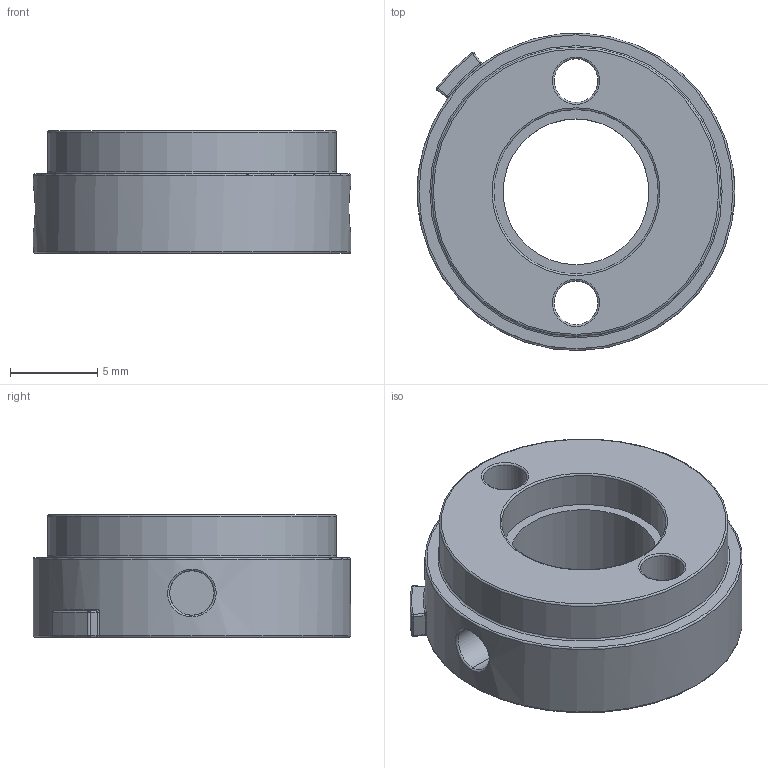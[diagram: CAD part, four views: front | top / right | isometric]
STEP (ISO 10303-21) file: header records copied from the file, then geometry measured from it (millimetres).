
FILE_DESCRIPTION(/* description */ ('STEP AP214'),/* implementation_level */ '2;1');
FILE_NAME(/* name */ '5ff8b926d2e97c153cfc0516',/* time_stamp */ '2021-01-08T19:57:50+00:00',/* author */ (''),/* organization */ (''),/* preprocessor_version */ 'ST-DEVELOPER v18.1',/* originating_system */ ' ',/* authorisation */ ' ');
FILE_SCHEMA (('AUTOMOTIVE_DESIGN {1 0 10303 214 3 1 1}'));
Length unit declared in the file: metre
Products named in the file (1): id2
Bounding box: 18.15 x 18.13 x 7.02 mm (x, y, z)
Volume: 1142 mm3; surface area: 1162 mm2
Topology: 1 solids, 1 shells, 53 faces, 110 edges, 61 vertices
Faces by surface type: cylinder 19, torus 15, plane 11, sphere 4, bspline 4
Full cylindrical faces by diameter (mm): 2.502 x2, 2.54 x2, 3.886 x2, 8.331 x1, 9.398 x1, 16.51 x1, 18.148 x1
Entity records: 1373 total; most frequent: CARTESIAN_POINT 332, DIRECTION 232, ORIENTED_EDGE 164, AXIS2_PLACEMENT_3D 108, EDGE_LOOP 86, FACE_BOUND 86, EDGE_CURVE 82, CIRCLE 58
